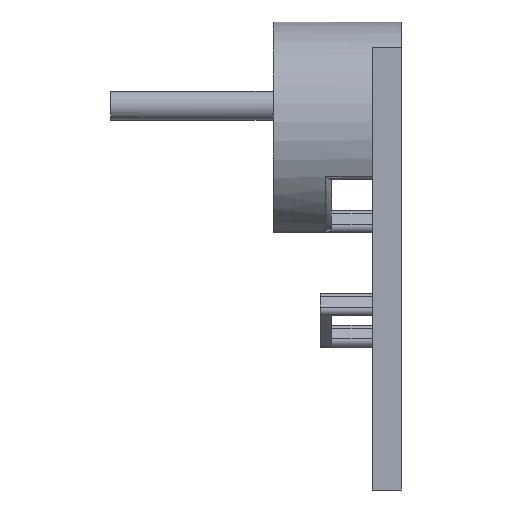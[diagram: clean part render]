
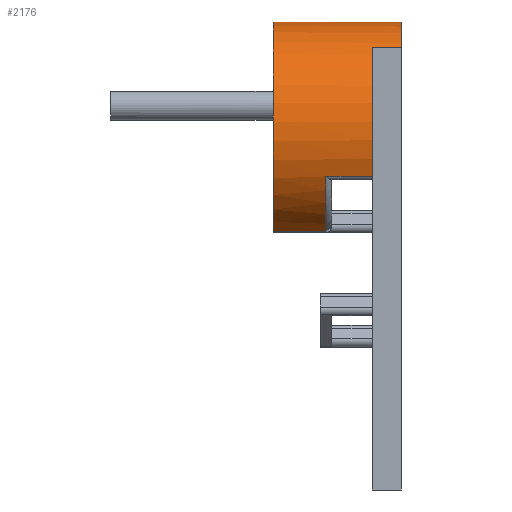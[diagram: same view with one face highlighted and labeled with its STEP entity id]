
A CAD part, front view. The second image highlights one B-rep face of the part: STEP entity #2176.
In plain terms, the highlighted cylindrical face has radius 18.9 mm (diameter 37.8 mm), a partial arc.
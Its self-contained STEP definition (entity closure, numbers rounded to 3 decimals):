
#209=FACE_OUTER_BOUND('',#356,.T.);
#356=EDGE_LOOP('',(#1689,#1690,#1691,#1692,#1693,#1694,#1695,#1696,#1697,
#1698));
#534=LINE('',#3539,#715);
#535=LINE('',#3542,#716);
#536=LINE('',#3546,#717);
#537=LINE('',#3549,#718);
#538=LINE('',#3550,#719);
#715=VECTOR('',#2829,10.);
#716=VECTOR('',#2832,10.);
#717=VECTOR('',#2835,10.);
#718=VECTOR('',#2838,10.);
#719=VECTOR('',#2839,10.);
#835=CIRCLE('',#2335,18.9);
#861=CIRCLE('',#2364,18.9);
#866=CIRCLE('',#2369,18.9);
#882=CIRCLE('',#2387,18.9);
#883=CIRCLE('',#2388,18.9);
#970=VERTEX_POINT('',#3362);
#971=VERTEX_POINT('',#3363);
#1013=VERTEX_POINT('',#3456);
#1014=VERTEX_POINT('',#3458);
#1019=VERTEX_POINT('',#3468);
#1020=VERTEX_POINT('',#3470);
#1053=VERTEX_POINT('',#3541);
#1054=VERTEX_POINT('',#3543);
#1055=VERTEX_POINT('',#3545);
#1056=VERTEX_POINT('',#3547);
#1200=EDGE_CURVE('',#970,#971,#835,.T.);
#1249=EDGE_CURVE('',#1013,#1014,#861,.T.);
#1255=EDGE_CURVE('',#1020,#1019,#866,.T.);
#1290=EDGE_CURVE('',#971,#1020,#534,.T.);
#1291=EDGE_CURVE('',#1019,#1053,#535,.T.);
#1292=EDGE_CURVE('',#1054,#1053,#882,.T.);
#1293=EDGE_CURVE('',#1055,#1054,#536,.T.);
#1294=EDGE_CURVE('',#1055,#1056,#883,.T.);
#1295=EDGE_CURVE('',#1014,#1056,#537,.T.);
#1296=EDGE_CURVE('',#970,#1013,#538,.T.);
#1689=ORIENTED_EDGE('',*,*,#1290,.T.);
#1690=ORIENTED_EDGE('',*,*,#1255,.T.);
#1691=ORIENTED_EDGE('',*,*,#1291,.T.);
#1692=ORIENTED_EDGE('',*,*,#1292,.F.);
#1693=ORIENTED_EDGE('',*,*,#1293,.F.);
#1694=ORIENTED_EDGE('',*,*,#1294,.T.);
#1695=ORIENTED_EDGE('',*,*,#1295,.F.);
#1696=ORIENTED_EDGE('',*,*,#1249,.F.);
#1697=ORIENTED_EDGE('',*,*,#1296,.F.);
#1698=ORIENTED_EDGE('',*,*,#1200,.T.);
#2099=CYLINDRICAL_SURFACE('',#2386,18.9);
#2176=ADVANCED_FACE('',(#209),#2099,.T.);
#2335=AXIS2_PLACEMENT_3D('',#3364,#2684,#2685);
#2364=AXIS2_PLACEMENT_3D('',#3459,#2765,#2766);
#2369=AXIS2_PLACEMENT_3D('',#3471,#2776,#2777);
#2386=AXIS2_PLACEMENT_3D('',#3540,#2830,#2831);
#2387=AXIS2_PLACEMENT_3D('',#3544,#2833,#2834);
#2388=AXIS2_PLACEMENT_3D('',#3548,#2836,#2837);
#2684=DIRECTION('center_axis',(-1.,0.,0.));
#2685=DIRECTION('ref_axis',(0.,0.,-1.));
#2765=DIRECTION('center_axis',(1.,0.,0.));
#2766=DIRECTION('ref_axis',(0.,-0.423,-0.906));
#2776=DIRECTION('center_axis',(-1.,0.,0.));
#2777=DIRECTION('ref_axis',(0.,-0.423,-0.906));
#2829=DIRECTION('',(-1.,0.,0.));
#2830=DIRECTION('center_axis',(-1.,0.,0.));
#2831=DIRECTION('ref_axis',(0.,-0.423,-0.906));
#2832=DIRECTION('',(-1.,0.,0.));
#2833=DIRECTION('center_axis',(-1.,0.,0.));
#2834=DIRECTION('ref_axis',(0.,-0.423,-0.906));
#2835=DIRECTION('',(-1.,0.,0.));
#2836=DIRECTION('center_axis',(-1.,0.,0.));
#2837=DIRECTION('ref_axis',(0.,-0.423,-0.906));
#2838=DIRECTION('',(-1.,0.,0.));
#2839=DIRECTION('',(-1.,0.,0.));
#3362=CARTESIAN_POINT('',(5.,32.21,-9.498));
#3363=CARTESIAN_POINT('',(5.,54.479,4.016));
#3364=CARTESIAN_POINT('Origin',(5.,50.45,-14.45));
#3456=CARTESIAN_POINT('',(0.,32.21,-9.498));
#3458=CARTESIAN_POINT('',(0.,33.173,-22.113));
#3459=CARTESIAN_POINT('Origin',(0.,50.45,-14.45));
#3468=CARTESIAN_POINT('',(0.,58.437,2.679));
#3470=CARTESIAN_POINT('',(0.,54.479,4.016));
#3471=CARTESIAN_POINT('Origin',(0.,50.45,-14.45));
#3539=CARTESIAN_POINT('',(0.,54.479,4.016));
#3540=CARTESIAN_POINT('Origin',(0.,50.45,-14.45));
#3541=CARTESIAN_POINT('',(-17.,58.437,2.679));
#3542=CARTESIAN_POINT('',(0.,58.437,2.679));
#3543=CARTESIAN_POINT('',(-17.,42.463,-31.579));
#3544=CARTESIAN_POINT('Origin',(-17.,50.45,-14.45));
#3545=CARTESIAN_POINT('',(-8.,42.463,-31.579));
#3546=CARTESIAN_POINT('',(0.,42.463,-31.579));
#3547=CARTESIAN_POINT('',(-8.,33.173,-22.113));
#3548=CARTESIAN_POINT('Origin',(-8.,50.45,-14.45));
#3549=CARTESIAN_POINT('',(0.,33.173,-22.113));
#3550=CARTESIAN_POINT('',(0.,32.21,-9.498));
